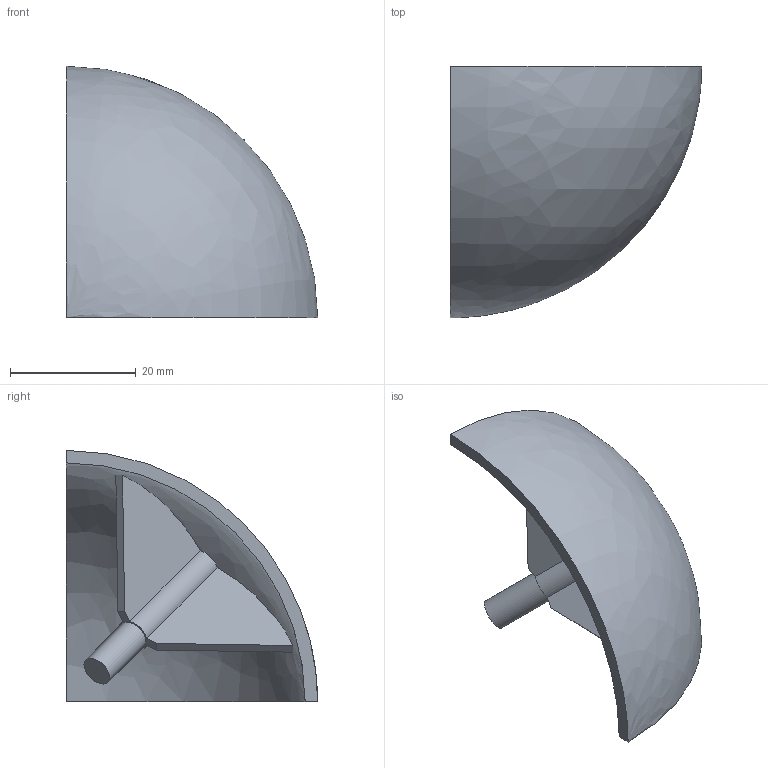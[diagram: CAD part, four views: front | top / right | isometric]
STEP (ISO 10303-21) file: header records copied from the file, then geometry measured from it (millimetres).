
FILE_DESCRIPTION (( 'STEP AP203' ), '1' );
FILE_NAME ('282310009_c_1.STEP', '2022-12-02T04:41:52', ( '' ), ( '' ), 'SwSTEP 2.0', 'SolidWorks 2014', '' );
FILE_SCHEMA (( 'CONFIG_CONTROL_DESIGN' ));
Length unit declared in the file: millimetre
Products named in the file (1): 282310009_c_1
Bounding box: 40 x 40 x 40 mm (x, y, z)
Volume: 6460.9 mm3; surface area: 6931.9 mm2
Topology: 1 solids, 1 shells, 22 faces, 56 edges, 36 vertices
Faces by surface type: plane 14, cylinder 6, bspline 2
Entity records: 913 total; most frequent: CARTESIAN_POINT 328, ORIENTED_EDGE 108, DIRECTION 99, EDGE_CURVE 54, VERTEX_POINT 36, AXIS2_PLACEMENT_3D 36, LINE 27, VECTOR 27
